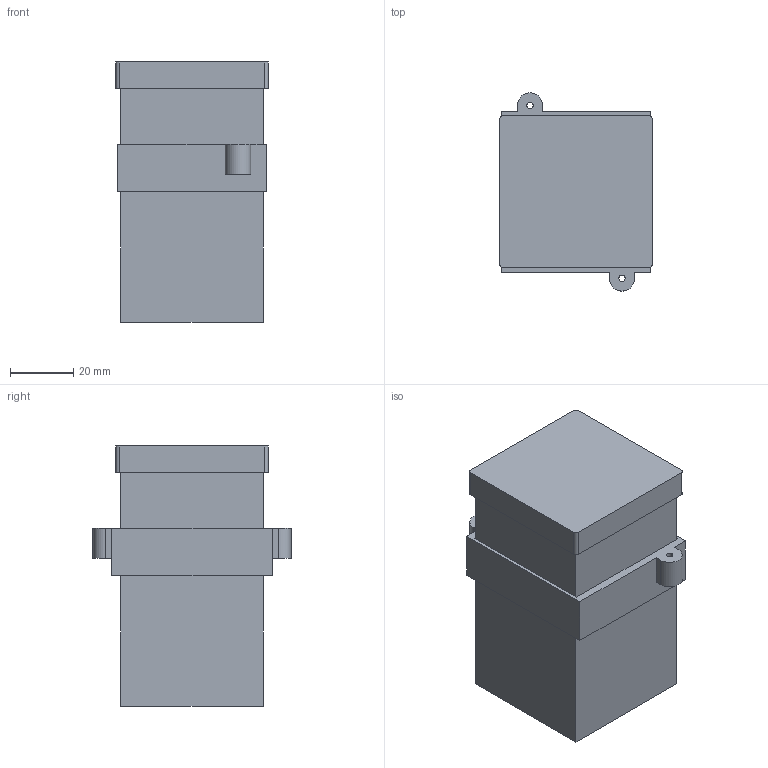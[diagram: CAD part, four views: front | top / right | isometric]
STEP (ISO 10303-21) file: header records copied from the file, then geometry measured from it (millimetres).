
FILE_DESCRIPTION (( 'STEP AP214' ), '1' );
FILE_NAME ('10CDJS15.STEP', '2025-03-29T07:10:39', ( '' ), ( 'Microsoft' ), 'SwSTEP 2.0', 'SolidWorks 2014', '' );
FILE_SCHEMA (( 'AUTOMOTIVE_DESIGN' ));
Length unit declared in the file: millimetre
Products named in the file (3): 俋褲; 10CDJS15; 絳寢諶
Assembly tree (2 placements, depth 2):
  10CDJS15
    俋褲
    絳寢諶
Bounding box: 48 x 62.5 x 82 mm (x, y, z)
Volume: 174026 mm3; surface area: 26179.8 mm2
Topology: 2 solids, 2 shells, 37 faces, 96 edges, 64 vertices
Faces by surface type: plane 27, cylinder 10
Entity records: 1252 total; most frequent: CARTESIAN_POINT 202, DIRECTION 200, ORIENTED_EDGE 192, EDGE_CURVE 96, VECTOR 76, LINE 76, VERTEX_POINT 64, AXIS2_PLACEMENT_3D 62
